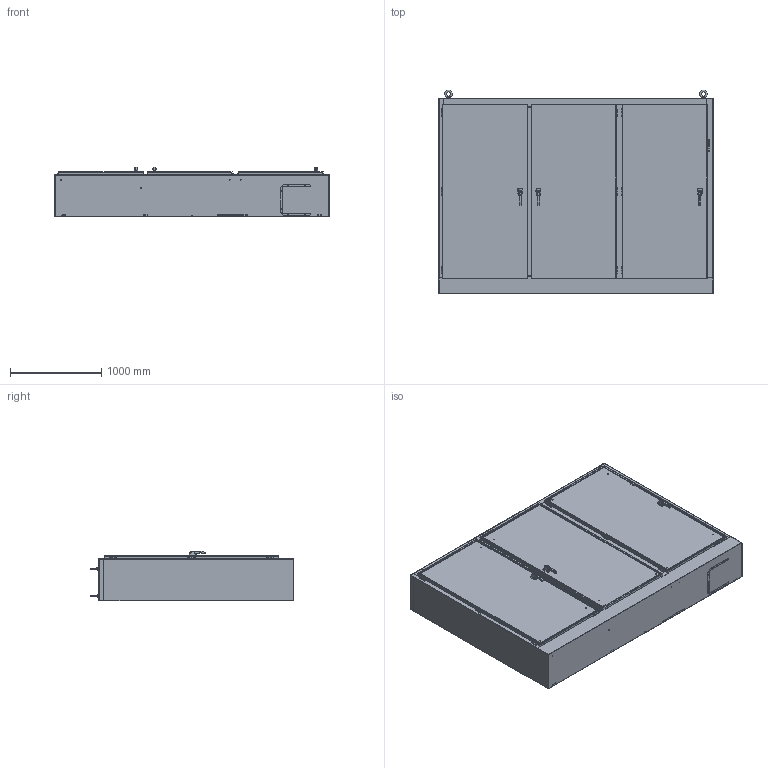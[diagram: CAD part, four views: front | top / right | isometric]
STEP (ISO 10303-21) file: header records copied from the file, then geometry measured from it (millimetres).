
FILE_DESCRIPTION (( 'STEP AP214' ), '1' );
FILE_NAME ('3UHD8411918N4SS.STEP', '2019-08-15T16:54:24', ( '' ), ( '' ), 'SwSTEP 2.0', 'SolidWorks 2018', '' );
FILE_SCHEMA (( 'AUTOMOTIVE_DESIGN' ));
Length unit declared in the file: inch
Products named in the file (1): 3UHD8411918N4SS
Bounding box: 3003.55 x 2230 x 545.2 mm (x, y, z)
Volume: 61978279.9 mm3; surface area: 55055379.7 mm2
Topology: 310 solids, 313 shells, 4550 faces, 10919 edges, 7042 vertices
Faces by surface type: plane 2764, cylinder 1295, bspline 259, cone 214, torus 18
Full cylindrical faces by diameter (mm): 3.68 x2, 3.967 x6, 4.249 x3, 4.394 x3, 4.75 x5, 4.775 x2, 4.801 x2, 4.826 x4, 4.928 x1, 4.976 x20, 4.978 x3, 5.105 x6, 5.461 x4, 5.537 x8, 5.563 x2, 5.893 x3, 5.918 x3, 6.248 x13, 6.325 x1, 6.35 x48, 6.477 x4, 6.528 x12, 6.731 x1, 6.756 x7, 6.985 x2, 7.112 x12, 7.137 x16, 7.163 x2, 7.366 x2, 7.442 x6
Entity records: 217837 total; most frequent: CARTESIAN_POINT 54251, DIRECTION 20478, ORIENTED_EDGE 20236, EDGE_CURVE 10118, AXIS2_PLACEMENT_3D 7129, VERTEX_POINT 6994, VECTOR 6220, LINE 6220
